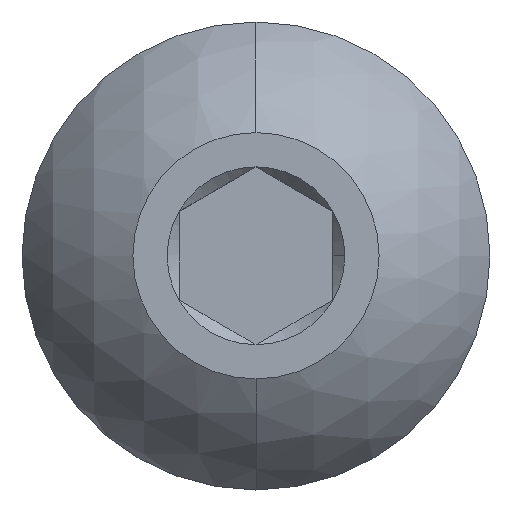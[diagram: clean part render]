
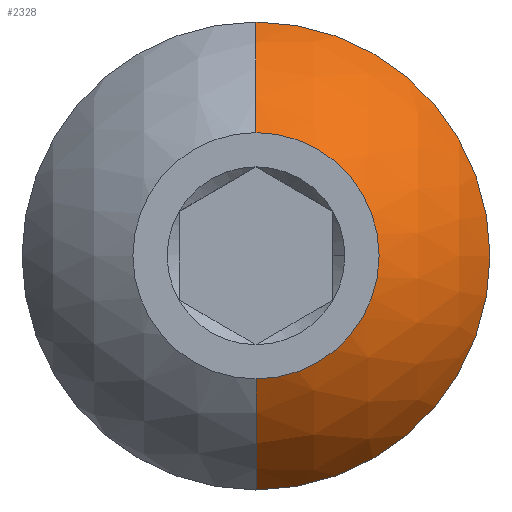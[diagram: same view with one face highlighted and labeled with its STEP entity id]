
A CAD part, top view. The second image highlights one B-rep face of the part: STEP entity #2328.
In plain terms, the highlighted spherical face has radius 4.229 mm.
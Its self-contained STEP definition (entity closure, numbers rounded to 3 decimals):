
#6 = ORIENTED_EDGE ( 'NONE', *, *, #877, .F. ) ;
#207 = CARTESIAN_POINT ( 'NONE',  ( 0., -3.8, -1.87 ) ) ;
#324 = DIRECTION ( 'NONE',  ( 1., 0., 0. ) ) ;
#738 = ORIENTED_EDGE ( 'NONE', *, *, #5956, .T. ) ;
#877 = EDGE_CURVE ( 'NONE', #1699, #4107, #6268, .T. ) ;
#1030 = AXIS2_PLACEMENT_3D ( 'NONE', #2875, #5740, #3322 ) ;
#1213 = EDGE_CURVE ( 'NONE', #4138, #1699, #2485, .T. ) ;
#1218 = AXIS2_PLACEMENT_3D ( 'NONE', #2235, #324, #2804 ) ;
#1367 = SPHERICAL_SURFACE ( 'NONE', #2924, 4.229 ) ;
#1448 = AXIS2_PLACEMENT_3D ( 'NONE', #5174, #2233, #3767 ) ;
#1670 = CIRCLE ( 'NONE', #3126, 3.8 ) ;
#1699 = VERTEX_POINT ( 'NONE', #4016 ) ;
#1898 = EDGE_CURVE ( 'NONE', #3902, #2828, #1670, .T. ) ;
#2046 = ORIENTED_EDGE ( 'NONE', *, *, #3466, .T. ) ;
#2185 = CARTESIAN_POINT ( 'NONE',  ( 0., 3.8, -1.87 ) ) ;
#2233 = DIRECTION ( 'NONE',  ( 0., 0., 1. ) ) ;
#2235 = CARTESIAN_POINT ( 'NONE',  ( 0., 0., -3.726 ) ) ;
#2328 = ADVANCED_FACE ( 'NONE', ( #2747 ), #1367, .T. ) ;
#2348 = CARTESIAN_POINT ( 'NONE',  ( 0., 0., -3.726 ) ) ;
#2485 = CIRCLE ( 'NONE', #1030, 4.229 ) ;
#2609 = ORIENTED_EDGE ( 'NONE', *, *, #1898, .T. ) ;
#2747 = FACE_OUTER_BOUND ( 'NONE', #6181, .T. ) ;
#2785 = ORIENTED_EDGE ( 'NONE', *, *, #1213, .F. ) ;
#2804 = DIRECTION ( 'NONE',  ( 0., 1., 0. ) ) ;
#2828 = VERTEX_POINT ( 'NONE', #2185 ) ;
#2875 = CARTESIAN_POINT ( 'NONE',  ( 0., 0., -3.726 ) ) ;
#2924 = AXIS2_PLACEMENT_3D ( 'NONE', #2348, #5736, #3508 ) ;
#3126 = AXIS2_PLACEMENT_3D ( 'NONE', #5051, #4597, #4157 ) ;
#3319 = CIRCLE ( 'NONE', #1448, 3.8 ) ;
#3322 = DIRECTION ( 'NONE',  ( 0., -1., 0. ) ) ;
#3466 = EDGE_CURVE ( 'NONE', #2828, #4107, #6166, .T. ) ;
#3508 = DIRECTION ( 'NONE',  ( 0., -1., 0. ) ) ;
#3589 = CARTESIAN_POINT ( 'NONE',  ( 0., 0., 0. ) ) ;
#3767 = DIRECTION ( 'NONE',  ( 1., 0., 0. ) ) ;
#3902 = VERTEX_POINT ( 'NONE', #3962 ) ;
#3962 = CARTESIAN_POINT ( 'NONE',  ( 3.8, 0., -1.87 ) ) ;
#4016 = CARTESIAN_POINT ( 'NONE',  ( 0., -2., 0. ) ) ;
#4107 = VERTEX_POINT ( 'NONE', #5041 ) ;
#4138 = VERTEX_POINT ( 'NONE', #207 ) ;
#4157 = DIRECTION ( 'NONE',  ( 1., 0., 0. ) ) ;
#4597 = DIRECTION ( 'NONE',  ( 0., 0., 1. ) ) ;
#4600 = DIRECTION ( 'NONE',  ( 1., 0., 0. ) ) ;
#4639 = AXIS2_PLACEMENT_3D ( 'NONE', #3589, #5014, #4600 ) ;
#5014 = DIRECTION ( 'NONE',  ( 0., 0., 1. ) ) ;
#5041 = CARTESIAN_POINT ( 'NONE',  ( 0., 2., 0. ) ) ;
#5051 = CARTESIAN_POINT ( 'NONE',  ( 0., 0., -1.87 ) ) ;
#5174 = CARTESIAN_POINT ( 'NONE',  ( 0., 0., -1.87 ) ) ;
#5736 = DIRECTION ( 'NONE',  ( 1., 0., 0. ) ) ;
#5740 = DIRECTION ( 'NONE',  ( -1., 0., 0. ) ) ;
#5956 = EDGE_CURVE ( 'NONE', #4138, #3902, #3319, .T. ) ;
#6166 = CIRCLE ( 'NONE', #1218, 4.229 ) ;
#6181 = EDGE_LOOP ( 'NONE', ( #738, #2609, #2046, #6, #2785 ) ) ;
#6268 = CIRCLE ( 'NONE', #4639, 2. ) ;
